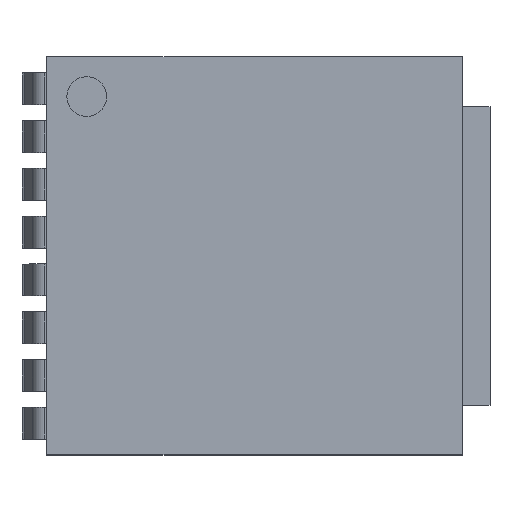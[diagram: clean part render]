
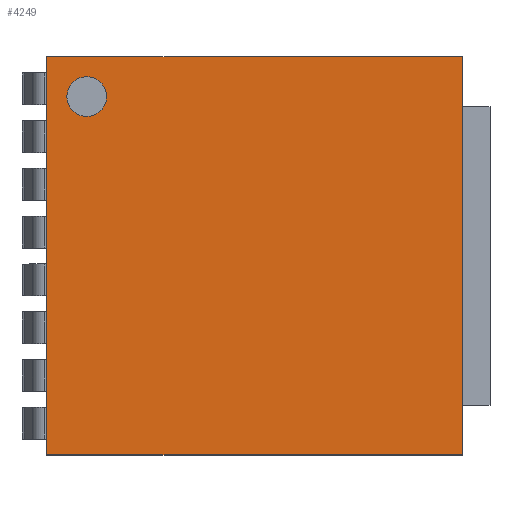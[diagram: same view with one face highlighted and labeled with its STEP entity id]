
A CAD part, top view. The second image highlights one B-rep face of the part: STEP entity #4249.
In plain terms, the highlighted planar face has unit normal (0, 0, 1).
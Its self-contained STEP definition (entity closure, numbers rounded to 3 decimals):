
#4040 = CARTESIAN_POINT ( 'NONE',  ( -5.29, -5., 2.4 ) ) ;
#4041 = VERTEX_POINT ( 'NONE', #4040 ) ;
#4048 = CARTESIAN_POINT ( 'NONE',  ( -5.29, 5., 2.4 ) ) ;
#4049 = VERTEX_POINT ( 'NONE', #4048 ) ;
#4050 = CARTESIAN_POINT ( 'NONE',  ( -5.29, 5., 2.4 ) ) ;
#4051 = DIRECTION ( 'NONE',  ( 0., -1., 0. ) ) ;
#4052 = VECTOR ( 'NONE', #4051, 1000. ) ;
#4053 = LINE ( 'NONE', #4050, #4052 ) ;
#4054 = EDGE_CURVE ( 'NONE', #4049, #4041, #4053, .T. ) ;
#4081 = CARTESIAN_POINT ( 'NONE',  ( -3.79, 4., 2.4 ) ) ;
#4082 = VERTEX_POINT ( 'NONE', #4081 ) ;
#4089 = CARTESIAN_POINT ( 'NONE',  ( -4.79, 4., 2.4 ) ) ;
#4090 = VERTEX_POINT ( 'NONE', #4089 ) ;
#4091 = CARTESIAN_POINT ( 'NONE',  ( -4.29, 4., 2.4 ) ) ;
#4092 = DIRECTION ( 'NONE',  ( 0., 0., 1. ) ) ;
#4093 = DIRECTION ( 'NONE',  ( -1., 0., 0. ) ) ;
#4094 = AXIS2_PLACEMENT_3D ( 'NONE', #4091, #4092, #4093 ) ;
#4095 = CIRCLE ( 'NONE', #4094, 0.5) ;
#4096 = EDGE_CURVE ( 'NONE', #4082, #4090, #4095, .T. ) ;
#4121 = CARTESIAN_POINT ( 'NONE',  ( 5.14, 5., 2.4 ) ) ;
#4122 = VERTEX_POINT ( 'NONE', #4121 ) ;
#4123 = CARTESIAN_POINT ( 'NONE',  ( -5.29, 5., 2.4 ) ) ;
#4124 = DIRECTION ( 'NONE',  ( 1., 0., 0. ) ) ;
#4125 = VECTOR ( 'NONE', #4124, 1000. ) ;
#4126 = LINE ( 'NONE', #4123, #4125 ) ;
#4127 = EDGE_CURVE ( 'NONE', #4049, #4122, #4126, .T. ) ;
#4151 = CARTESIAN_POINT ( 'NONE',  ( 5.14, -5., 2.4 ) ) ;
#4152 = VERTEX_POINT ( 'NONE', #4151 ) ;
#4159 = CARTESIAN_POINT ( 'NONE',  ( -5.29, -5., 2.4 ) ) ;
#4160 = DIRECTION ( 'NONE',  ( 1., 0., 0. ) ) ;
#4161 = VECTOR ( 'NONE', #4160, 1000. ) ;
#4162 = LINE ( 'NONE', #4159, #4161 ) ;
#4163 = EDGE_CURVE ( 'NONE', #4041, #4152, #4162, .T. ) ;
#4191 = CARTESIAN_POINT ( 'NONE',  ( 5.14, 5., 2.4 ) ) ;
#4192 = DIRECTION ( 'NONE',  ( 0., -1., 0. ) ) ;
#4193 = VECTOR ( 'NONE', #4192, 1000. ) ;
#4194 = LINE ( 'NONE', #4191, #4193 ) ;
#4195 = EDGE_CURVE ( 'NONE', #4122, #4152, #4194, .T. ) ;
#4228 = CARTESIAN_POINT ( 'NONE',  ( -4.29, 4., 2.4 ) ) ;
#4229 = DIRECTION ( 'NONE',  ( 0., 0., 1. ) ) ;
#4230 = DIRECTION ( 'NONE',  ( -1., 0., 0. ) ) ;
#4231 = AXIS2_PLACEMENT_3D ( 'NONE', #4228, #4229, #4230 ) ;
#4232 = CIRCLE ( 'NONE', #4231, 0.5) ;
#4233 = EDGE_CURVE ( 'NONE', #4090, #4082, #4232, .T. ) ;
#4234 = ORIENTED_EDGE ( 'NONE', *, *, #4233, .F. ) ;
#4235 = ORIENTED_EDGE ( 'NONE', *, *, #4096, .F. ) ;
#4236 = EDGE_LOOP ( 'NONE', ( #4234, #4235 ) ) ;
#4237 = FACE_BOUND ( 'NONE', #4236, .T. ) ;
#4238 = ORIENTED_EDGE ( 'NONE', *, *, #4127, .F. ) ;
#4239 = ORIENTED_EDGE ( 'NONE', *, *, #4054, .T. ) ;
#4240 = ORIENTED_EDGE ( 'NONE', *, *, #4163, .T. ) ;
#4241 = ORIENTED_EDGE ( 'NONE', *, *, #4195, .F. ) ;
#4242 = EDGE_LOOP ( 'NONE', ( #4238, #4239, #4240, #4241 ) ) ;
#4243 = FACE_OUTER_BOUND ( 'NONE', #4242, .T. ) ;
#4244 = CARTESIAN_POINT ( 'NONE',  ( 0., 0., 2.4 ) ) ;
#4245 = DIRECTION ( 'NONE',  ( 0., 0., -1. ) ) ;
#4246 = DIRECTION ( 'NONE',  ( 1., 0., 0. ) ) ;
#4247 = AXIS2_PLACEMENT_3D ( 'NONE', #4244, #4245, #4246 ) ;
#4248 = PLANE ( 'NONE', #4247 ) ;
#4249 = ADVANCED_FACE ( 'NONE', ( #4237, #4243 ), #4248, .F. ) ;
